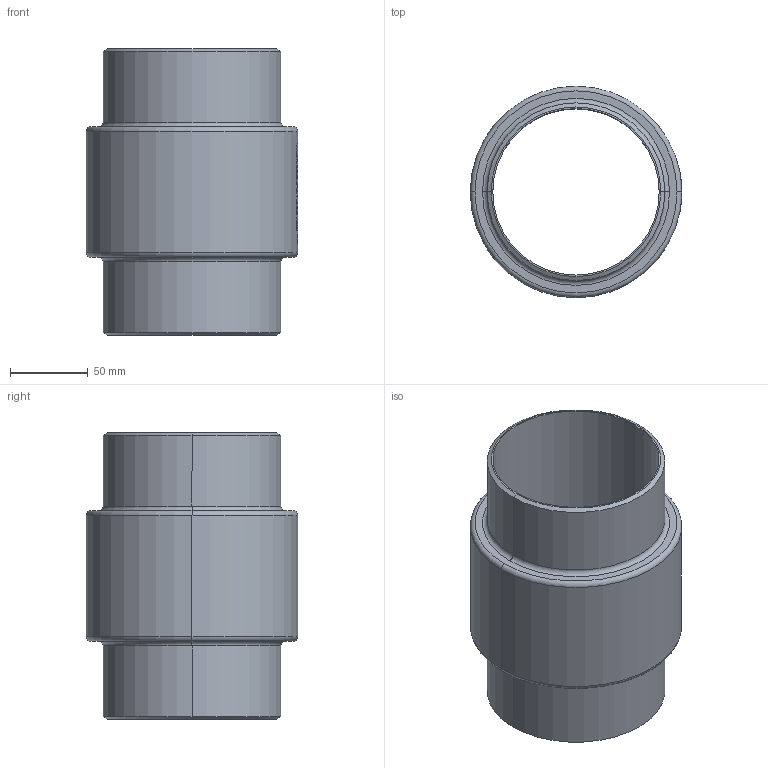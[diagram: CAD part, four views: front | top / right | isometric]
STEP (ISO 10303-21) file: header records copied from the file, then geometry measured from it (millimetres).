
FILE_DESCRIPTION (( 'STEP AP214' ), '1' );
FILE_NAME ('7110000_DN100_ PN25_51420139.STEP', '2022-03-07T11:39:05', ( 'axxx' ), ( 'Hewlett-Packard Company' ), 'SwSTEP 2.0', 'SolidWorks 2019', '' );
FILE_SCHEMA (( 'AUTOMOTIVE_DESIGN' ));
Length unit declared in the file: millimetre
Products named in the file (1): 7110000_DN100_ PN25_51420139
Bounding box: 136 x 136 x 184 mm (x, y, z)
Volume: 586104 mm3; surface area: 145898.9 mm2
Topology: 1 solids, 1 shells, 510 faces, 1371 edges, 910 vertices
Faces by surface type: plane 244, bspline 216, cylinder 38, torus 8, cone 4
Entity records: 28408 total; most frequent: CARTESIAN_POINT 17173, ORIENTED_EDGE 2742, DIRECTION 1561, EDGE_CURVE 1371, VERTEX_POINT 910, VECTOR 745, LINE 745, EDGE_LOOP 559
